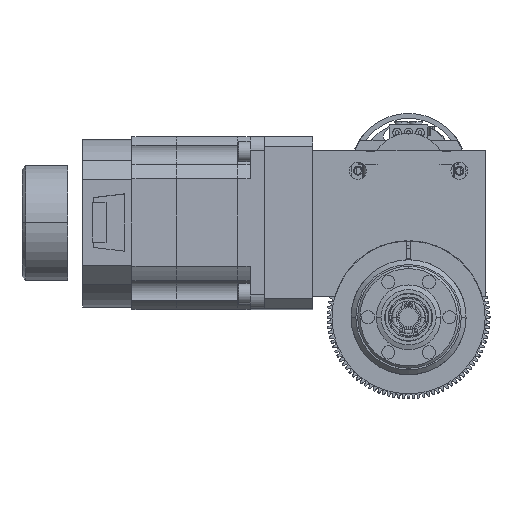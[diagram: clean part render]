
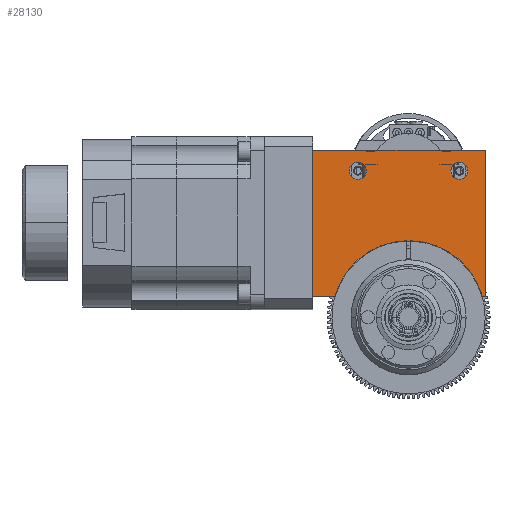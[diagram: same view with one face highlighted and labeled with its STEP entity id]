
A CAD part, front view. The second image highlights one B-rep face of the part: STEP entity #28130.
In plain terms, the highlighted planar face has unit normal (0, -1, 0).
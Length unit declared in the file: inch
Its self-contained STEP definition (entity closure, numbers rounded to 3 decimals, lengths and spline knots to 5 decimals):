
#1483 = AXIS2_PLACEMENT_3D ( 'NONE', #29487, #29496, #29497 ) ;
#8067 = CARTESIAN_POINT ( 'NONE',  ( 0.662, 4.677, 1.8016 ) ) ;
#8101 = CARTESIAN_POINT ( 'NONE',  ( 1., 4.677, 0.271 ) ) ;
#8238 = CARTESIAN_POINT ( 'NONE',  ( 0.95738, 4.677, 0.271 ) ) ;
#12103 = CARTESIAN_POINT ( 'NONE',  ( -1.25, 4.677, 2.181 ) ) ;
#12242 = CARTESIAN_POINT ( 'NONE',  ( 0.662, 4.677, 2.0204 ) ) ;
#12422 = CARTESIAN_POINT ( 'NONE',  ( -0.95738, 4.677, 0.271 ) ) ;
#12497 = CARTESIAN_POINT ( 'NONE',  ( -0.662, 4.677, 2.0204 ) ) ;
#12500 = CARTESIAN_POINT ( 'NONE',  ( -0.662, 4.677, 1.8016 ) ) ;
#12508 = CARTESIAN_POINT ( 'NONE',  ( -1.25, 4.677, 0.271 ) ) ;
#12716 = CARTESIAN_POINT ( 'NONE',  ( 1., 4.677, 2.181 ) ) ;
#16031 = ORIENTED_EDGE ( 'NONE', *, *, #23295, .F. ) ;
#16037 = ORIENTED_EDGE ( 'NONE', *, *, #23627, .F. ) ;
#16094 = ORIENTED_EDGE ( 'NONE', *, *, #23589, .F. ) ;
#16103 = ORIENTED_EDGE ( 'NONE', *, *, #23662, .F. ) ;
#16127 = ORIENTED_EDGE ( 'NONE', *, *, #23658, .F. ) ;
#16130 = ORIENTED_EDGE ( 'NONE', *, *, #23548, .F. ) ;
#16224 = ORIENTED_EDGE ( 'NONE', *, *, #23464, .F. ) ;
#16227 = ORIENTED_EDGE ( 'NONE', *, *, #23578, .F. ) ;
#16233 = ORIENTED_EDGE ( 'NONE', *, *, #23383, .F. ) ;
#16236 = ORIENTED_EDGE ( 'NONE', *, *, #23620, .F. ) ;
#19013 = FACE_BOUND ( 'NONE', #32265, .T. ) ;
#19019 = FACE_BOUND ( 'NONE', #32276, .T. ) ;
#19054 = FACE_OUTER_BOUND ( 'NONE', #32266, .T. ) ;
#23295 = EDGE_CURVE ( 'NONE', #47527, #48479, #51676, .T. ) ;
#23383 = EDGE_CURVE ( 'NONE', #47475, #48127, #51802, .T. ) ;
#23464 = EDGE_CURVE ( 'NONE', #48232, #47527, #51862, .T. ) ;
#23548 = EDGE_CURVE ( 'NONE', #48209, #48211, #51921, .T. ) ;
#23578 = EDGE_CURVE ( 'NONE', #48127, #48232, #51960, .T. ) ;
#23589 = EDGE_CURVE ( 'NONE', #47217, #47788, #51978, .T. ) ;
#23620 = EDGE_CURVE ( 'NONE', #48479, #47259, #52019, .T. ) ;
#23627 = EDGE_CURVE ( 'NONE', #47259, #47475, #52023, .T. ) ;
#23658 = EDGE_CURVE ( 'NONE', #48211, #48209, #52074, .T. ) ;
#23662 = EDGE_CURVE ( 'NONE', #47788, #47217, #52080, .T. ) ;
#25082 = DIRECTION ( 'NONE',  ( 1., 0., 0. ) ) ;
#27953 = CARTESIAN_POINT ( 'NONE',  ( -1.25, 4.677, 2.181 ) ) ;
#28130 = ADVANCED_FACE ( 'NONE', ( #19019, #19013, #19054 ), #29486, .F. ) ;
#29486 = PLANE ( 'NONE',  #1483 ) ;
#29487 = CARTESIAN_POINT ( 'NONE',  ( 0., 4.677, 0. ) ) ;
#29496 = DIRECTION ( 'NONE',  ( 0., 1., 0. ) ) ;
#29497 = DIRECTION ( 'NONE',  ( 0., 0., 1. ) ) ;
#32265 = EDGE_LOOP ( 'NONE', ( #16127, #16130 ) ) ;
#32266 = EDGE_LOOP ( 'NONE', ( #16224, #16227, #16233, #16037, #16236, #16031 ) ) ;
#32276 = EDGE_LOOP ( 'NONE', ( #16094, #16103 ) ) ;
#47217 = VERTEX_POINT ( 'NONE', #8067 ) ;
#47259 = VERTEX_POINT ( 'NONE', #8101 ) ;
#47475 = VERTEX_POINT ( 'NONE', #8238 ) ;
#47527 = VERTEX_POINT ( 'NONE', #12103 ) ;
#47788 = VERTEX_POINT ( 'NONE', #12242 ) ;
#48127 = VERTEX_POINT ( 'NONE', #12422 ) ;
#48209 = VERTEX_POINT ( 'NONE', #12497 ) ;
#48211 = VERTEX_POINT ( 'NONE', #12500 ) ;
#48232 = VERTEX_POINT ( 'NONE', #12508 ) ;
#48479 = VERTEX_POINT ( 'NONE', #12716 ) ;
#51676 = LINE ( 'NONE', #27953, #51677 ) ;
#51677 = VECTOR ( 'NONE', #25082, 39.37008 ) ;
#51802 = CIRCLE ( 'NONE', #64790, 0.995 ) ;
#51862 = LINE ( 'NONE', #57850, #51864 ) ;
#51864 = VECTOR ( 'NONE', #57860, 39.37008 ) ;
#51921 = CIRCLE ( 'NONE', #64825, 0.1094 ) ;
#51952 = VECTOR ( 'NONE', #58101, 39.37008 ) ;
#51960 = LINE ( 'NONE', #58092, #51952 ) ;
#51978 = CIRCLE ( 'NONE', #64850, 0.1094 ) ;
#52019 = LINE ( 'NONE', #58215, #52020 ) ;
#52020 = VECTOR ( 'NONE', #58216, 39.37008 ) ;
#52023 = LINE ( 'NONE', #58233, #52027 ) ;
#52027 = VECTOR ( 'NONE', #58234, 39.37008 ) ;
#52074 = CIRCLE ( 'NONE', #64888, 0.1094 ) ;
#52080 = CIRCLE ( 'NONE', #64890, 0.1094 ) ;
#57707 = CARTESIAN_POINT ( 'NONE',  ( 0., 4.677, 0. ) ) ;
#57724 = DIRECTION ( 'NONE',  ( 0., -1., 0. ) ) ;
#57725 = DIRECTION ( 'NONE',  ( 0., 0., 1. ) ) ;
#57850 = CARTESIAN_POINT ( 'NONE',  ( -1.25, 4.677, 2.181 ) ) ;
#57860 = DIRECTION ( 'NONE',  ( 0., 0., 1. ) ) ;
#57980 = CARTESIAN_POINT ( 'NONE',  ( -0.662, 4.677, 1.911 ) ) ;
#57991 = DIRECTION ( 'NONE',  ( 0., -1., 0. ) ) ;
#57992 = DIRECTION ( 'NONE',  ( 0., 0., -1. ) ) ;
#58092 = CARTESIAN_POINT ( 'NONE',  ( -1.25, 4.677, 0.271 ) ) ;
#58101 = DIRECTION ( 'NONE',  ( -1., 0., 0. ) ) ;
#58124 = CARTESIAN_POINT ( 'NONE',  ( 0.662, 4.677, 1.911 ) ) ;
#58127 = DIRECTION ( 'NONE',  ( 0., -1., 0. ) ) ;
#58128 = DIRECTION ( 'NONE',  ( 0., 0., -1. ) ) ;
#58215 = CARTESIAN_POINT ( 'NONE',  ( 1., 4.677, 2.181 ) ) ;
#58216 = DIRECTION ( 'NONE',  ( 0., 0., -1. ) ) ;
#58233 = CARTESIAN_POINT ( 'NONE',  ( 0.95738, 4.677, 0.271 ) ) ;
#58234 = DIRECTION ( 'NONE',  ( -1., 0., 0. ) ) ;
#58303 = CARTESIAN_POINT ( 'NONE',  ( -0.662, 4.677, 1.911 ) ) ;
#58317 = CARTESIAN_POINT ( 'NONE',  ( 0.662, 4.677, 1.911 ) ) ;
#58318 = DIRECTION ( 'NONE',  ( 0., -1., 0. ) ) ;
#58319 = DIRECTION ( 'NONE',  ( 0., 0., -1. ) ) ;
#58327 = DIRECTION ( 'NONE',  ( 0., -1., 0. ) ) ;
#58328 = DIRECTION ( 'NONE',  ( 0., 0., -1. ) ) ;
#64790 = AXIS2_PLACEMENT_3D ( 'NONE', #57707, #57724, #57725 ) ;
#64825 = AXIS2_PLACEMENT_3D ( 'NONE', #57980, #57991, #57992 ) ;
#64850 = AXIS2_PLACEMENT_3D ( 'NONE', #58124, #58127, #58128 ) ;
#64888 = AXIS2_PLACEMENT_3D ( 'NONE', #58303, #58318, #58319 ) ;
#64890 = AXIS2_PLACEMENT_3D ( 'NONE', #58317, #58327, #58328 ) ;
